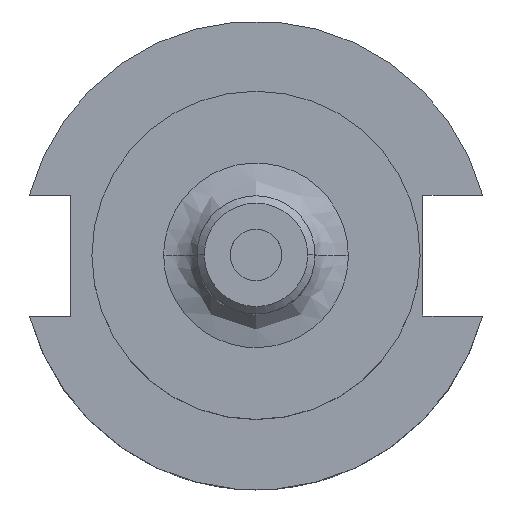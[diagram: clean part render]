
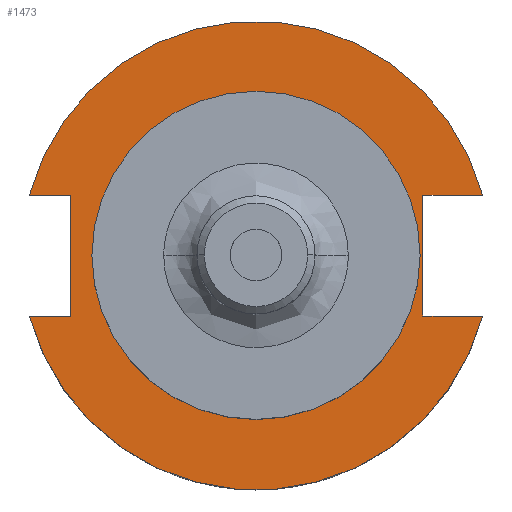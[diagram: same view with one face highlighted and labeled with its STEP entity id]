
A CAD part, top view. The second image highlights one B-rep face of the part: STEP entity #1473.
In plain terms, the highlighted planar face has unit normal (0, 0, 1).
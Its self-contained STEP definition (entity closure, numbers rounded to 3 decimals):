
#86 = VECTOR ( 'NONE', #1881, 1000. ) ;
#95 = CARTESIAN_POINT ( 'NONE',  ( 22.606, 8.192, 19.05 ) ) ;
#114 = CIRCLE ( 'NONE', #1846, 22.225 ) ;
#137 = CIRCLE ( 'NONE', #857, 31.75 ) ;
#144 = CARTESIAN_POINT ( 'NONE',  ( 30.675, -8.192, 19.05 ) ) ;
#164 = EDGE_CURVE ( 'NONE', #1026, #1285, #137, .T. ) ;
#189 = EDGE_CURVE ( 'NONE', #698, #460, #1312, .T. ) ;
#207 = CARTESIAN_POINT ( 'NONE',  ( -25.091, 8.192, 19.05 ) ) ;
#272 = DIRECTION ( 'NONE',  ( -1., 0., 0. ) ) ;
#347 = VECTOR ( 'NONE', #1492, 1000. ) ;
#364 = CARTESIAN_POINT ( 'NONE',  ( 0., -8.192, 19.05 ) ) ;
#379 = AXIS2_PLACEMENT_3D ( 'NONE', #850, #1612, #965 ) ;
#401 = DIRECTION ( 'NONE',  ( 0., -1., 0. ) ) ;
#413 = ORIENTED_EDGE ( 'NONE', *, *, #1308, .F. ) ;
#431 = LINE ( 'NONE', #1973, #1345 ) ;
#432 = CARTESIAN_POINT ( 'NONE',  ( 22.606, 0., 19.05 ) ) ;
#446 = ORIENTED_EDGE ( 'NONE', *, *, #463, .F. ) ;
#447 = EDGE_CURVE ( 'NONE', #1604, #504, #1698, .T. ) ;
#460 = VERTEX_POINT ( 'NONE', #1342 ) ;
#463 = EDGE_CURVE ( 'NONE', #1079, #792, #114, .T. ) ;
#504 = VERTEX_POINT ( 'NONE', #95 ) ;
#513 = ORIENTED_EDGE ( 'NONE', *, *, #189, .F. ) ;
#554 = CARTESIAN_POINT ( 'NONE',  ( -25.091, 0., 19.05 ) ) ;
#569 = DIRECTION ( 'NONE',  ( 0., 0., 1. ) ) ;
#678 = LINE ( 'NONE', #364, #1399 ) ;
#698 = VERTEX_POINT ( 'NONE', #207 ) ;
#727 = VERTEX_POINT ( 'NONE', #1256 ) ;
#792 = VERTEX_POINT ( 'NONE', #1255 ) ;
#804 = DIRECTION ( 'NONE',  ( 0., 0., -1. ) ) ;
#812 = CIRCLE ( 'NONE', #1100, 31.75 ) ;
#850 = CARTESIAN_POINT ( 'NONE',  ( 31.043, -32.131, 19.05 ) ) ;
#857 = AXIS2_PLACEMENT_3D ( 'NONE', #1719, #804, #1869 ) ;
#874 = DIRECTION ( 'NONE',  ( 0., -1., 0. ) ) ;
#875 = ORIENTED_EDGE ( 'NONE', *, *, #1832, .T. ) ;
#913 = CIRCLE ( 'NONE', #1056, 22.225 ) ;
#932 = VECTOR ( 'NONE', #1493, 1000. ) ;
#965 = DIRECTION ( 'NONE',  ( -1., 0., 0. ) ) ;
#979 = CARTESIAN_POINT ( 'NONE',  ( 0., 8.192, 19.05 ) ) ;
#982 = CARTESIAN_POINT ( 'NONE',  ( 0., 22.225, 19.05 ) ) ;
#1012 = PLANE ( 'NONE',  #379 ) ;
#1024 = FACE_OUTER_BOUND ( 'NONE', #1537, .T. ) ;
#1026 = VERTEX_POINT ( 'NONE', #144 ) ;
#1028 = EDGE_CURVE ( 'NONE', #727, #1285, #431, .T. ) ;
#1035 = CARTESIAN_POINT ( 'NONE',  ( -30.675, -8.191, 19.05 ) ) ;
#1045 = CARTESIAN_POINT ( 'NONE',  ( 0., 0., 19.05 ) ) ;
#1056 = AXIS2_PLACEMENT_3D ( 'NONE', #1929, #569, #401 ) ;
#1079 = VERTEX_POINT ( 'NONE', #982 ) ;
#1100 = AXIS2_PLACEMENT_3D ( 'NONE', #1209, #1946, #1802 ) ;
#1201 = ORIENTED_EDGE ( 'NONE', *, *, #447, .F. ) ;
#1205 = LINE ( 'NONE', #554, #1899 ) ;
#1209 = CARTESIAN_POINT ( 'NONE',  ( 0., 0., 19.05 ) ) ;
#1255 = CARTESIAN_POINT ( 'NONE',  ( 0., -22.225, 19.05 ) ) ;
#1256 = CARTESIAN_POINT ( 'NONE',  ( -25.091, -8.191, 19.05 ) ) ;
#1285 = VERTEX_POINT ( 'NONE', #1035 ) ;
#1293 = EDGE_CURVE ( 'NONE', #460, #1604, #812, .T. ) ;
#1308 = EDGE_CURVE ( 'NONE', #504, #1597, #1980, .T. ) ;
#1312 = LINE ( 'NONE', #979, #86 ) ;
#1342 = CARTESIAN_POINT ( 'NONE',  ( -30.675, 8.192, 19.05 ) ) ;
#1345 = VECTOR ( 'NONE', #272, 1000. ) ;
#1347 = CARTESIAN_POINT ( 'NONE',  ( 0., 8.192, 19.05 ) ) ;
#1374 = FACE_BOUND ( 'NONE', #1775, .T. ) ;
#1394 = ORIENTED_EDGE ( 'NONE', *, *, #1028, .T. ) ;
#1399 = VECTOR ( 'NONE', #1448, 1000. ) ;
#1448 = DIRECTION ( 'NONE',  ( 1., 0., 0. ) ) ;
#1456 = ORIENTED_EDGE ( 'NONE', *, *, #1696, .F. ) ;
#1473 = ADVANCED_FACE ( 'NONE', ( #1374, #1024 ), #1012, .F. ) ;
#1492 = DIRECTION ( 'NONE',  ( 0., -1., 0. ) ) ;
#1493 = DIRECTION ( 'NONE',  ( -1., 0., 0. ) ) ;
#1498 = ORIENTED_EDGE ( 'NONE', *, *, #164, .F. ) ;
#1511 = EDGE_CURVE ( 'NONE', #792, #1079, #913, .T. ) ;
#1536 = ORIENTED_EDGE ( 'NONE', *, *, #1293, .F. ) ;
#1537 = EDGE_LOOP ( 'NONE', ( #1394, #1498, #1456, #413, #1201, #1536, #513, #875 ) ) ;
#1574 = CARTESIAN_POINT ( 'NONE',  ( 30.675, 8.192, 19.05 ) ) ;
#1597 = VERTEX_POINT ( 'NONE', #1730 ) ;
#1604 = VERTEX_POINT ( 'NONE', #1574 ) ;
#1612 = DIRECTION ( 'NONE',  ( 0., 0., -1. ) ) ;
#1638 = ORIENTED_EDGE ( 'NONE', *, *, #1511, .F. ) ;
#1696 = EDGE_CURVE ( 'NONE', #1597, #1026, #678, .T. ) ;
#1698 = LINE ( 'NONE', #1347, #932 ) ;
#1719 = CARTESIAN_POINT ( 'NONE',  ( 0., 0., 19.05 ) ) ;
#1730 = CARTESIAN_POINT ( 'NONE',  ( 22.606, -8.192, 19.05 ) ) ;
#1771 = DIRECTION ( 'NONE',  ( 0., -1., 0. ) ) ;
#1775 = EDGE_LOOP ( 'NONE', ( #1638, #446 ) ) ;
#1802 = DIRECTION ( 'NONE',  ( 1., 0., 0. ) ) ;
#1832 = EDGE_CURVE ( 'NONE', #698, #727, #1205, .T. ) ;
#1846 = AXIS2_PLACEMENT_3D ( 'NONE', #1045, #1939, #874 ) ;
#1869 = DIRECTION ( 'NONE',  ( 1., 0., 0. ) ) ;
#1881 = DIRECTION ( 'NONE',  ( -1., 0., 0. ) ) ;
#1899 = VECTOR ( 'NONE', #1771, 1000. ) ;
#1929 = CARTESIAN_POINT ( 'NONE',  ( 0., 0., 19.05 ) ) ;
#1939 = DIRECTION ( 'NONE',  ( 0., 0., 1. ) ) ;
#1946 = DIRECTION ( 'NONE',  ( 0., 0., -1. ) ) ;
#1973 = CARTESIAN_POINT ( 'NONE',  ( -27.883, -8.191, 19.05 ) ) ;
#1980 = LINE ( 'NONE', #432, #347 ) ;
